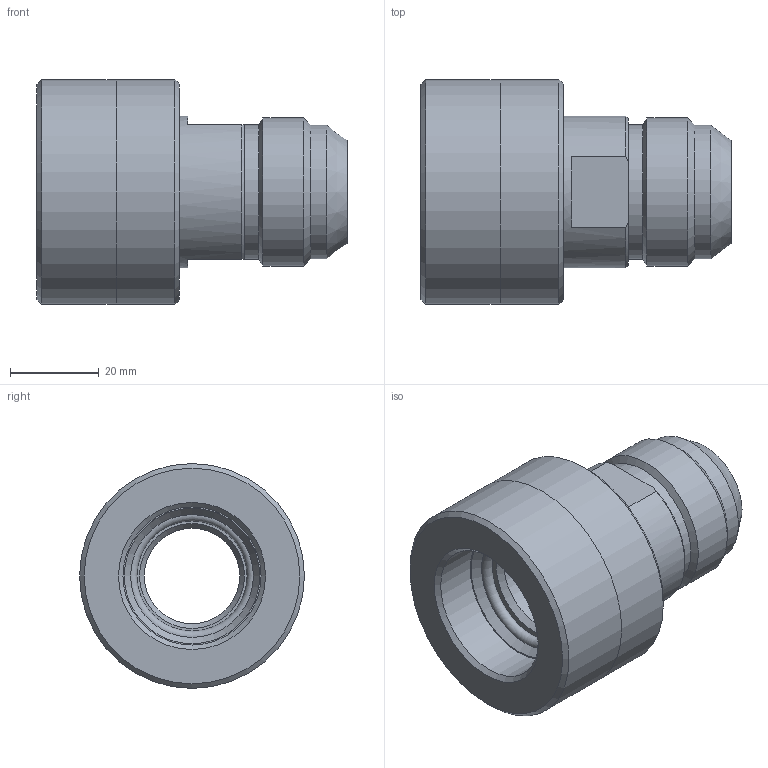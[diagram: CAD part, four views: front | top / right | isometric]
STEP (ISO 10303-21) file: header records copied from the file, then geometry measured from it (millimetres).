
FILE_DESCRIPTION(/* description */ (''),/* implementation_level */ '2;1');
FILE_NAME(/* name */ 'METH169160.stp',/* time_stamp */ '2016-06-22T16:26:26-05:00',/* author */ ('scottg'),/* organization */ ('FasTest,Inc.'),/* preprocessor_version */ 'ST-DEVELOPER v16.1',/* originating_system */ 'Autodesk Inventor 2016',/* authorisation */ '');
FILE_SCHEMA (('AUTOMOTIVE_DESIGN { 1 0 10303 214 3 1 1 }'));
Length unit declared in the file: inch
Products named in the file (1): METH169160
Bounding box: 69.7 x 50.55 x 50.55 mm (x, y, z)
Volume: 63928 mm3; surface area: 17330.8 mm2
Topology: 1 solids, 1 shells, 32 faces, 66 edges, 40 vertices
Faces by surface type: plane 12, cone 10, cylinder 9, torus 1
Full cylindrical faces by diameter (mm): 21.438 x1, 29.972 x1, 30.112 x1, 30.226 x1, 31.039 x1, 33.294 x1, 34.138 x1, 50.546 x2
Entity records: 790 total; most frequent: DIRECTION 138, CARTESIAN_POINT 123, ORIENTED_EDGE 90, AXIS2_PLACEMENT_3D 64, EDGE_LOOP 56, EDGE_CURVE 45, VERTEX_POINT 37, FACE_OUTER_BOUND 32
